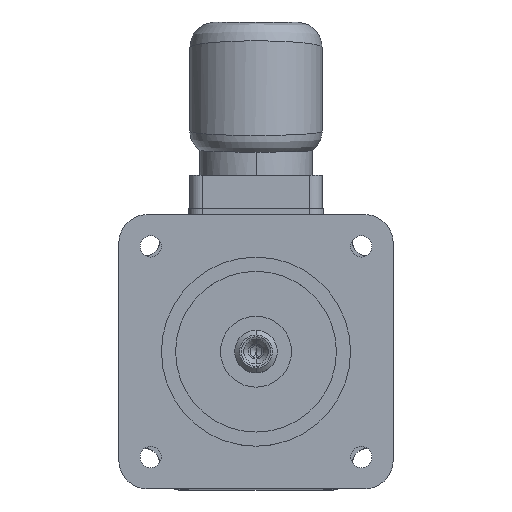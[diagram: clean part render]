
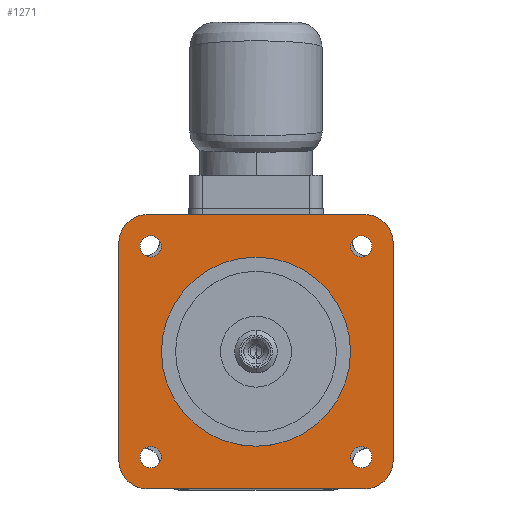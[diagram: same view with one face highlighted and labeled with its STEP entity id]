
A CAD part, top view. The second image highlights one B-rep face of the part: STEP entity #1271.
In plain terms, the highlighted face is planar.
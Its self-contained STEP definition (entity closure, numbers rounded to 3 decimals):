
#14=CARTESIAN_POINT('',(0.,23.,-23.));
#15=DIRECTION('',(-1.,0.,0.));
#16=DIRECTION('',(0.,1.,0.));
#17=AXIS2_PLACEMENT_3D('',#14,#15,#16);
#19=DIRECTION('',(0.,0.,1.));
#20=VECTOR('',#19,46.);
#21=CARTESIAN_POINT('',(0.,29.,-23.));
#22=LINE('',#21,#20);
#23=CARTESIAN_POINT('',(0.,23.,23.));
#24=DIRECTION('',(-1.,0.,0.));
#25=DIRECTION('',(0.,0.,1.));
#26=AXIS2_PLACEMENT_3D('',#23,#24,#25);
#28=DIRECTION('',(0.,-1.,0.));
#29=VECTOR('',#28,46.);
#30=CARTESIAN_POINT('',(0.,23.,29.));
#31=LINE('',#30,#29);
#32=CARTESIAN_POINT('',(0.,-23.,23.));
#33=DIRECTION('',(-1.,0.,0.));
#34=DIRECTION('',(0.,-1.,0.));
#35=AXIS2_PLACEMENT_3D('',#32,#33,#34);
#37=DIRECTION('',(0.,0.,-1.));
#38=VECTOR('',#37,46.);
#39=CARTESIAN_POINT('',(0.,-29.,23.));
#40=LINE('',#39,#38);
#41=CARTESIAN_POINT('',(0.,-23.,-23.));
#42=DIRECTION('',(-1.,0.,0.));
#43=DIRECTION('',(0.,0.,-1.));
#44=AXIS2_PLACEMENT_3D('',#41,#42,#43);
#46=DIRECTION('',(0.,1.,0.));
#47=VECTOR('',#46,46.);
#48=CARTESIAN_POINT('',(0.,-23.,-29.));
#49=LINE('',#48,#47);
#50=CARTESIAN_POINT('',(0.,22.274,22.274));
#51=DIRECTION('',(-1.,0.,0.));
#52=DIRECTION('',(0.,-1.,0.));
#53=AXIS2_PLACEMENT_3D('',#50,#51,#52);
#55=CARTESIAN_POINT('',(0.,22.274,22.274));
#56=DIRECTION('',(-1.,0.,0.));
#57=DIRECTION('',(0.,1.,0.));
#58=AXIS2_PLACEMENT_3D('',#55,#56,#57);
#60=CARTESIAN_POINT('',(0.,-22.274,22.274));
#61=DIRECTION('',(-1.,0.,0.));
#62=DIRECTION('',(0.,-1.,0.));
#63=AXIS2_PLACEMENT_3D('',#60,#61,#62);
#65=CARTESIAN_POINT('',(0.,-22.274,22.274));
#66=DIRECTION('',(-1.,0.,0.));
#67=DIRECTION('',(0.,1.,0.));
#68=AXIS2_PLACEMENT_3D('',#65,#66,#67);
#70=CARTESIAN_POINT('',(0.,-22.274,-22.274));
#71=DIRECTION('',(-1.,0.,0.));
#72=DIRECTION('',(0.,-1.,0.));
#73=AXIS2_PLACEMENT_3D('',#70,#71,#72);
#75=CARTESIAN_POINT('',(0.,-22.274,-22.274));
#76=DIRECTION('',(-1.,0.,0.));
#77=DIRECTION('',(0.,1.,0.));
#78=AXIS2_PLACEMENT_3D('',#75,#76,#77);
#80=CARTESIAN_POINT('',(0.,22.274,-22.274));
#81=DIRECTION('',(-1.,0.,0.));
#82=DIRECTION('',(0.,-1.,0.));
#83=AXIS2_PLACEMENT_3D('',#80,#81,#82);
#85=CARTESIAN_POINT('',(0.,22.274,-22.274));
#86=DIRECTION('',(-1.,0.,0.));
#87=DIRECTION('',(0.,1.,0.));
#88=AXIS2_PLACEMENT_3D('',#85,#86,#87);
#90=CARTESIAN_POINT('',(0.,0.,0.));
#91=DIRECTION('',(-1.,0.,0.));
#92=DIRECTION('',(0.,0.,1.));
#93=AXIS2_PLACEMENT_3D('',#90,#91,#92);
#95=CARTESIAN_POINT('',(0.,0.,0.));
#96=DIRECTION('',(-1.,0.,0.));
#97=DIRECTION('',(0.,0.,-1.));
#98=AXIS2_PLACEMENT_3D('',#95,#96,#97);
#938=CARTESIAN_POINT('',(0.,29.,-23.));
#939=CARTESIAN_POINT('',(0.,23.,-29.));
#940=VERTEX_POINT('',#938);
#941=VERTEX_POINT('',#939);
#946=CARTESIAN_POINT('',(0.,23.,29.));
#947=CARTESIAN_POINT('',(0.,29.,23.));
#948=VERTEX_POINT('',#946);
#949=VERTEX_POINT('',#947);
#954=CARTESIAN_POINT('',(0.,-29.,23.));
#955=CARTESIAN_POINT('',(0.,-23.,29.));
#956=VERTEX_POINT('',#954);
#957=VERTEX_POINT('',#955);
#962=CARTESIAN_POINT('',(0.,-23.,-29.));
#963=CARTESIAN_POINT('',(0.,-29.,-23.));
#964=VERTEX_POINT('',#962);
#965=VERTEX_POINT('',#963);
#970=CARTESIAN_POINT('',(0.,20.024,22.274));
#971=CARTESIAN_POINT('',(0.,24.524,22.274));
#972=VERTEX_POINT('',#970);
#973=VERTEX_POINT('',#971);
#976=CARTESIAN_POINT('',(0.,-24.524,22.274));
#977=CARTESIAN_POINT('',(0.,-20.024,22.274));
#978=VERTEX_POINT('',#976);
#979=VERTEX_POINT('',#977);
#982=CARTESIAN_POINT('',(0.,-24.524,-22.274));
#983=CARTESIAN_POINT('',(0.,-20.024,-22.274));
#984=VERTEX_POINT('',#982);
#985=VERTEX_POINT('',#983);
#988=CARTESIAN_POINT('',(0.,20.024,-22.274));
#989=CARTESIAN_POINT('',(0.,24.524,-22.274));
#990=VERTEX_POINT('',#988);
#991=VERTEX_POINT('',#989);
#1198=CARTESIAN_POINT('',(0.,0.,20.));
#1199=CARTESIAN_POINT('',(0.,0.,-20.));
#1200=VERTEX_POINT('',#1198);
#1201=VERTEX_POINT('',#1199);
#1218=CARTESIAN_POINT('',(0.,0.,0.));
#1219=DIRECTION('',(1.,0.,0.));
#1220=DIRECTION('',(0.,0.,-1.));
#1221=AXIS2_PLACEMENT_3D('',#1218,#1219,#1220);
#1222=PLANE('',#1221);
#1224=ORIENTED_EDGE('',*,*,#1223,.F.);
#1226=ORIENTED_EDGE('',*,*,#1225,.T.);
#1228=ORIENTED_EDGE('',*,*,#1227,.F.);
#1230=ORIENTED_EDGE('',*,*,#1229,.T.);
#1232=ORIENTED_EDGE('',*,*,#1231,.F.);
#1234=ORIENTED_EDGE('',*,*,#1233,.T.);
#1236=ORIENTED_EDGE('',*,*,#1235,.F.);
#1238=ORIENTED_EDGE('',*,*,#1237,.T.);
#1239=EDGE_LOOP('',(#1224,#1226,#1228,#1230,#1232,#1234,#1236,#1238));
#1240=FACE_OUTER_BOUND('',#1239,.F.);
#1242=ORIENTED_EDGE('',*,*,#1241,.T.);
#1244=ORIENTED_EDGE('',*,*,#1243,.T.);
#1245=EDGE_LOOP('',(#1242,#1244));
#1246=FACE_BOUND('',#1245,.F.);
#1248=ORIENTED_EDGE('',*,*,#1247,.T.);
#1250=ORIENTED_EDGE('',*,*,#1249,.T.);
#1251=EDGE_LOOP('',(#1248,#1250));
#1252=FACE_BOUND('',#1251,.F.);
#1254=ORIENTED_EDGE('',*,*,#1253,.T.);
#1256=ORIENTED_EDGE('',*,*,#1255,.T.);
#1257=EDGE_LOOP('',(#1254,#1256));
#1258=FACE_BOUND('',#1257,.F.);
#1260=ORIENTED_EDGE('',*,*,#1259,.T.);
#1262=ORIENTED_EDGE('',*,*,#1261,.T.);
#1263=EDGE_LOOP('',(#1260,#1262));
#1264=FACE_BOUND('',#1263,.F.);
#1266=ORIENTED_EDGE('',*,*,#1265,.T.);
#1268=ORIENTED_EDGE('',*,*,#1267,.T.);
#1269=EDGE_LOOP('',(#1266,#1268));
#1270=FACE_BOUND('',#1269,.F.);
#18=CIRCLE('',#17,6.);
#27=CIRCLE('',#26,6.);
#36=CIRCLE('',#35,6.);
#45=CIRCLE('',#44,6.);
#54=CIRCLE('',#53,2.25);
#59=CIRCLE('',#58,2.25);
#64=CIRCLE('',#63,2.25);
#69=CIRCLE('',#68,2.25);
#74=CIRCLE('',#73,2.25);
#79=CIRCLE('',#78,2.25);
#84=CIRCLE('',#83,2.25);
#89=CIRCLE('',#88,2.25);
#94=CIRCLE('',#93,20.);
#99=CIRCLE('',#98,20.);
#1223=EDGE_CURVE('',#940,#941,#18,.T.);
#1225=EDGE_CURVE('',#940,#949,#22,.T.);
#1227=EDGE_CURVE('',#948,#949,#27,.T.);
#1229=EDGE_CURVE('',#948,#957,#31,.T.);
#1231=EDGE_CURVE('',#956,#957,#36,.T.);
#1233=EDGE_CURVE('',#956,#965,#40,.T.);
#1235=EDGE_CURVE('',#964,#965,#45,.T.);
#1237=EDGE_CURVE('',#964,#941,#49,.T.);
#1241=EDGE_CURVE('',#972,#973,#54,.T.);
#1243=EDGE_CURVE('',#973,#972,#59,.T.);
#1247=EDGE_CURVE('',#978,#979,#64,.T.);
#1249=EDGE_CURVE('',#979,#978,#69,.T.);
#1253=EDGE_CURVE('',#984,#985,#74,.T.);
#1255=EDGE_CURVE('',#985,#984,#79,.T.);
#1259=EDGE_CURVE('',#990,#991,#84,.T.);
#1261=EDGE_CURVE('',#991,#990,#89,.T.);
#1265=EDGE_CURVE('',#1200,#1201,#94,.T.);
#1267=EDGE_CURVE('',#1201,#1200,#99,.T.);
#1271=ADVANCED_FACE('',(#1240,#1246,#1252,#1258,#1264,#1270),#1222,.F.);
